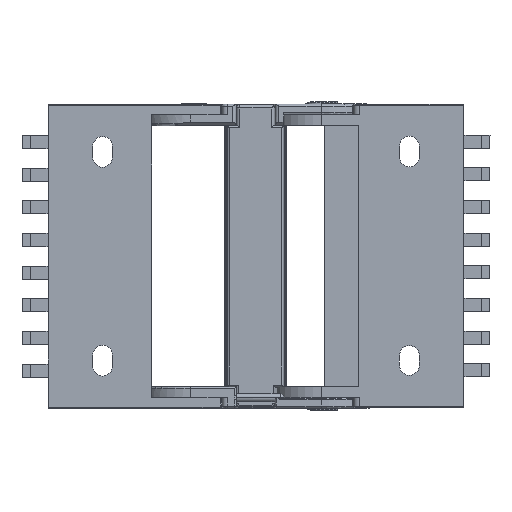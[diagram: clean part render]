
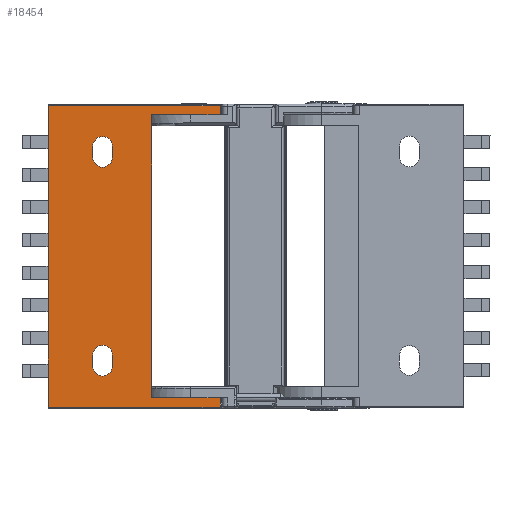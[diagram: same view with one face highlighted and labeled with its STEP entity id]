
A CAD part, front view. The second image highlights one B-rep face of the part: STEP entity #18454.
In plain terms, the highlighted planar face has unit normal (0, -1, 0).
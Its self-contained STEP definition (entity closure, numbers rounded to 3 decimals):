
#192 = CARTESIAN_POINT ( 'NONE',  ( 434.899, 93.701, 651.401 ) ) ;
#368 = LINE ( 'NONE', #9813, #9943 ) ;
#722 = CARTESIAN_POINT ( 'NONE',  ( 401.899, 93.701, 641.751 ) ) ;
#825 = CARTESIAN_POINT ( 'NONE',  ( 382.199, 93.701, 634.051 ) ) ;
#943 = EDGE_CURVE ( 'NONE', #21263, #7297, #7150, .T. ) ;
#1348 = CIRCLE ( 'NONE', #26560, 3. ) ;
#1426 = VECTOR ( 'NONE', #18020, 1000. ) ;
#1676 = EDGE_CURVE ( 'NONE', #28971, #7297, #27958, .T. ) ;
#1998 = EDGE_CURVE ( 'NONE', #16806, #11779, #7424, .T. ) ;
#2149 = CARTESIAN_POINT ( 'NONE',  ( 413.899, 93.701, 564.701 ) ) ;
#2193 = CARTESIAN_POINT ( 'NONE',  ( 434.899, 93.701, 562.051 ) ) ;
#2198 = AXIS2_PLACEMENT_3D ( 'NONE', #14805, #6108, #10355 ) ;
#3003 = EDGE_LOOP ( 'NONE', ( #9766, #15125, #11328, #8080 ) ) ;
#3497 = ORIENTED_EDGE ( 'NONE', *, *, #16831, .T. ) ;
#3862 = ORIENTED_EDGE ( 'NONE', *, *, #9299, .T. ) ;
#4252 = CARTESIAN_POINT ( 'NONE',  ( 382.199, 93.701, 654.251 ) ) ;
#4443 = ORIENTED_EDGE ( 'NONE', *, *, #27340, .T. ) ;
#4511 = ORIENTED_EDGE ( 'NONE', *, *, #1676, .T. ) ;
#4817 = LINE ( 'NONE', #18610, #26006 ) ;
#4827 = CARTESIAN_POINT ( 'NONE',  ( 434.899, 93.701, 654.251 ) ) ;
#5261 = DIRECTION ( 'NONE',  ( 0., 0., -1. ) ) ;
#5386 = VERTEX_POINT ( 'NONE', #7510 ) ;
#5412 = CARTESIAN_POINT ( 'NONE',  ( 434.899, 93.701, 561.851 ) ) ;
#5455 = ORIENTED_EDGE ( 'NONE', *, *, #27343, .T. ) ;
#5460 = EDGE_CURVE ( 'NONE', #10338, #22240, #18946, .T. ) ;
#5463 = DIRECTION ( 'NONE',  ( 0., 1., 0. ) ) ;
#5557 = VERTEX_POINT ( 'NONE', #6299 ) ;
#5632 = DIRECTION ( 'NONE',  ( 0., 0., 1. ) ) ;
#5642 = CARTESIAN_POINT ( 'NONE',  ( 434.899, 93.701, 561.851 ) ) ;
#5676 = ORIENTED_EDGE ( 'NONE', *, *, #7917, .T. ) ;
#6108 = DIRECTION ( 'NONE',  ( 0., 1., 0. ) ) ;
#6207 = FACE_OUTER_BOUND ( 'NONE', #24336, .T. ) ;
#6299 = CARTESIAN_POINT ( 'NONE',  ( 401.899, 93.701, 574.351 ) ) ;
#6552 = AXIS2_PLACEMENT_3D ( 'NONE', #7675, #10328, #7968 ) ;
#7150 = LINE ( 'NONE', #2149, #13868 ) ;
#7179 = ORIENTED_EDGE ( 'NONE', *, *, #5460, .F. ) ;
#7297 = VERTEX_POINT ( 'NONE', #15970 ) ;
#7424 = LINE ( 'NONE', #27468, #10951 ) ;
#7510 = CARTESIAN_POINT ( 'NONE',  ( 395.899, 93.701, 641.751 ) ) ;
#7675 = CARTESIAN_POINT ( 'NONE',  ( 413.899, 93.701, 634.051 ) ) ;
#7681 = CARTESIAN_POINT ( 'NONE',  ( 395.899, 93.701, 638.351 ) ) ;
#7711 = VECTOR ( 'NONE', #16650, 1000. ) ;
#7917 = EDGE_CURVE ( 'NONE', #11923, #12579, #368, .T. ) ;
#7968 = DIRECTION ( 'NONE',  ( -1., 0., 0. ) ) ;
#7974 = DIRECTION ( 'NONE',  ( -1., 0., 0. ) ) ;
#8080 = ORIENTED_EDGE ( 'NONE', *, *, #20250, .T. ) ;
#8631 = CARTESIAN_POINT ( 'NONE',  ( 401.899, 93.701, 577.751 ) ) ;
#8665 = CIRCLE ( 'NONE', #8971, 3. ) ;
#8971 = AXIS2_PLACEMENT_3D ( 'NONE', #21634, #17494, #14910 ) ;
#9218 = CARTESIAN_POINT ( 'NONE',  ( 395.899, 93.701, 577.751 ) ) ;
#9299 = EDGE_CURVE ( 'NONE', #5557, #11923, #1348, .T. ) ;
#9395 = CARTESIAN_POINT ( 'NONE',  ( 398.899, 93.701, 641.751 ) ) ;
#9766 = ORIENTED_EDGE ( 'NONE', *, *, #24368, .T. ) ;
#9813 = CARTESIAN_POINT ( 'NONE',  ( 395.899, 93.701, 654.051 ) ) ;
#9943 = VECTOR ( 'NONE', #14150, 1000. ) ;
#10214 = CARTESIAN_POINT ( 'NONE',  ( 382.199, 93.701, 654.251 ) ) ;
#10328 = DIRECTION ( 'NONE',  ( 0., 1., 0. ) ) ;
#10338 = VERTEX_POINT ( 'NONE', #192 ) ;
#10355 = DIRECTION ( 'NONE',  ( -1., 0., 0. ) ) ;
#10401 = DIRECTION ( 'NONE',  ( 0., 0., -1. ) ) ;
#10492 = EDGE_CURVE ( 'NONE', #21263, #22240, #26058, .T. ) ;
#10951 = VECTOR ( 'NONE', #11919, 1000. ) ;
#10975 = EDGE_CURVE ( 'NONE', #16111, #28971, #20731, .T. ) ;
#11328 = ORIENTED_EDGE ( 'NONE', *, *, #1998, .T. ) ;
#11524 = VECTOR ( 'NONE', #21384, 1000. ) ;
#11578 = VERTEX_POINT ( 'NONE', #4252 ) ;
#11779 = VERTEX_POINT ( 'NONE', #23026 ) ;
#11919 = DIRECTION ( 'NONE',  ( 0., 0., -1. ) ) ;
#11923 = VERTEX_POINT ( 'NONE', #23792 ) ;
#12060 = CARTESIAN_POINT ( 'NONE',  ( 398.899, 93.701, 574.351 ) ) ;
#12246 = ORIENTED_EDGE ( 'NONE', *, *, #10492, .T. ) ;
#12471 = VECTOR ( 'NONE', #10401, 1000. ) ;
#12545 = DIRECTION ( 'NONE',  ( 1., 0., 0. ) ) ;
#12579 = VERTEX_POINT ( 'NONE', #9218 ) ;
#12684 = AXIS2_PLACEMENT_3D ( 'NONE', #9395, #25198, #23226 ) ;
#13868 = VECTOR ( 'NONE', #27190, 1000. ) ;
#14150 = DIRECTION ( 'NONE',  ( 0., 0., 1. ) ) ;
#14805 = CARTESIAN_POINT ( 'NONE',  ( 398.899, 93.701, 638.351 ) ) ;
#14910 = DIRECTION ( 'NONE',  ( -1., 0., 0. ) ) ;
#15125 = ORIENTED_EDGE ( 'NONE', *, *, #17797, .T. ) ;
#15763 = VECTOR ( 'NONE', #7974, 1000. ) ;
#15970 = CARTESIAN_POINT ( 'NONE',  ( 434.899, 93.701, 564.701 ) ) ;
#16111 = VERTEX_POINT ( 'NONE', #18522 ) ;
#16650 = DIRECTION ( 'NONE',  ( 0., 0., -1. ) ) ;
#16669 = VERTEX_POINT ( 'NONE', #4827 ) ;
#16806 = VERTEX_POINT ( 'NONE', #722 ) ;
#16823 = DIRECTION ( 'NONE',  ( -1., 0., 0. ) ) ;
#16831 = EDGE_CURVE ( 'NONE', #11578, #16111, #28599, .T. ) ;
#17351 = CARTESIAN_POINT ( 'NONE',  ( 434.899, 93.701, 651.401 ) ) ;
#17494 = DIRECTION ( 'NONE',  ( 0., 1., 0. ) ) ;
#17797 = EDGE_CURVE ( 'NONE', #5386, #16806, #19333, .T. ) ;
#18020 = DIRECTION ( 'NONE',  ( 0., 0., 1. ) ) ;
#18454 = ADVANCED_FACE ( 'NONE', ( #26349, #6207, #20353 ), #25935, .F. ) ;
#18522 = CARTESIAN_POINT ( 'NONE',  ( 382.199, 93.701, 561.851 ) ) ;
#18610 = CARTESIAN_POINT ( 'NONE',  ( 434.899, 93.701, 654.051 ) ) ;
#18946 = LINE ( 'NONE', #17351, #15763 ) ;
#19174 = CARTESIAN_POINT ( 'NONE',  ( 413.899, 93.701, 548.051 ) ) ;
#19212 = DIRECTION ( 'NONE',  ( -1., 0., 0. ) ) ;
#19333 = CIRCLE ( 'NONE', #12684, 3. ) ;
#19365 = VECTOR ( 'NONE', #5632, 1000. ) ;
#20088 = ORIENTED_EDGE ( 'NONE', *, *, #26216, .T. ) ;
#20250 = EDGE_CURVE ( 'NONE', #11779, #20682, #28764, .T. ) ;
#20353 = FACE_BOUND ( 'NONE', #3003, .T. ) ;
#20682 = VERTEX_POINT ( 'NONE', #7681 ) ;
#20731 = LINE ( 'NONE', #5642, #27436 ) ;
#21237 = CARTESIAN_POINT ( 'NONE',  ( 413.899, 93.701, 651.401 ) ) ;
#21263 = VERTEX_POINT ( 'NONE', #26636 ) ;
#21384 = DIRECTION ( 'NONE',  ( 0., 0., 1. ) ) ;
#21634 = CARTESIAN_POINT ( 'NONE',  ( 398.899, 93.701, 577.751 ) ) ;
#22240 = VERTEX_POINT ( 'NONE', #21237 ) ;
#23026 = CARTESIAN_POINT ( 'NONE',  ( 401.899, 93.701, 638.351 ) ) ;
#23173 = ORIENTED_EDGE ( 'NONE', *, *, #25629, .F. ) ;
#23226 = DIRECTION ( 'NONE',  ( -1., 0., 0. ) ) ;
#23754 = CARTESIAN_POINT ( 'NONE',  ( 401.899, 93.701, 654.051 ) ) ;
#23792 = CARTESIAN_POINT ( 'NONE',  ( 395.899, 93.701, 574.351 ) ) ;
#23945 = CARTESIAN_POINT ( 'NONE',  ( 395.899, 93.701, 654.051 ) ) ;
#24276 = EDGE_LOOP ( 'NONE', ( #4443, #3862, #5676, #20088 ) ) ;
#24336 = EDGE_LOOP ( 'NONE', ( #12246, #7179, #23173, #5455, #3497, #25113, #4511, #25172 ) ) ;
#24368 = EDGE_CURVE ( 'NONE', #20682, #5386, #24988, .T. ) ;
#24457 = VERTEX_POINT ( 'NONE', #8631 ) ;
#24501 = VECTOR ( 'NONE', #19212, 1000. ) ;
#24844 = LINE ( 'NONE', #10214, #24501 ) ;
#24988 = LINE ( 'NONE', #23945, #11524 ) ;
#25113 = ORIENTED_EDGE ( 'NONE', *, *, #10975, .T. ) ;
#25172 = ORIENTED_EDGE ( 'NONE', *, *, #943, .F. ) ;
#25198 = DIRECTION ( 'NONE',  ( 0., 1., 0. ) ) ;
#25629 = EDGE_CURVE ( 'NONE', #16669, #10338, #4817, .T. ) ;
#25935 = PLANE ( 'NONE',  #6552 ) ;
#26006 = VECTOR ( 'NONE', #5261, 1000. ) ;
#26058 = LINE ( 'NONE', #19174, #19365 ) ;
#26216 = EDGE_CURVE ( 'NONE', #12579, #24457, #8665, .T. ) ;
#26349 = FACE_BOUND ( 'NONE', #24276, .T. ) ;
#26560 = AXIS2_PLACEMENT_3D ( 'NONE', #12060, #5463, #16823 ) ;
#26636 = CARTESIAN_POINT ( 'NONE',  ( 413.899, 93.701, 564.701 ) ) ;
#27190 = DIRECTION ( 'NONE',  ( 1., 0., 0. ) ) ;
#27340 = EDGE_CURVE ( 'NONE', #24457, #5557, #27350, .T. ) ;
#27343 = EDGE_CURVE ( 'NONE', #16669, #11578, #24844, .T. ) ;
#27350 = LINE ( 'NONE', #23754, #12471 ) ;
#27436 = VECTOR ( 'NONE', #12545, 1000. ) ;
#27468 = CARTESIAN_POINT ( 'NONE',  ( 401.899, 93.701, 654.051 ) ) ;
#27958 = LINE ( 'NONE', #2193, #1426 ) ;
#28599 = LINE ( 'NONE', #825, #7711 ) ;
#28764 = CIRCLE ( 'NONE', #2198, 3. ) ;
#28971 = VERTEX_POINT ( 'NONE', #5412 ) ;
